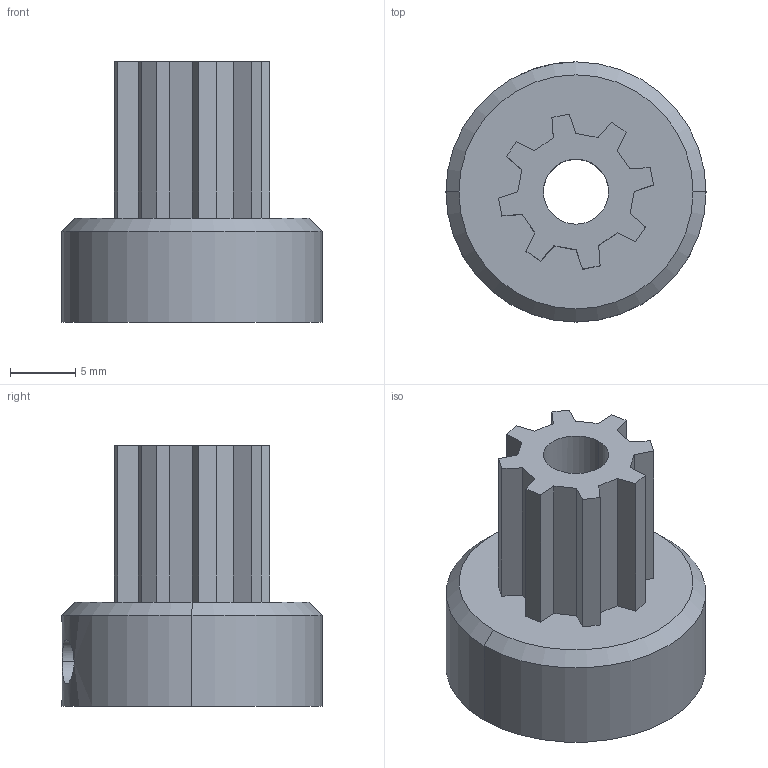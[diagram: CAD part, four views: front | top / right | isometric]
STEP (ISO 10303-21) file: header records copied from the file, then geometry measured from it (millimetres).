
FILE_DESCRIPTION (( 'STEP AP203' ), '1' );
FILE_NAME ('BeltPulleyx2.STEP', '2012-07-31T20:57:57', ( '' ), ( '' ), 'SwSTEP 2.0', 'SolidWorks 2012', '' );
FILE_SCHEMA (( 'CONFIG_CONTROL_DESIGN' ));
Length unit declared in the file: millimetre
Products named in the file (1): BeltPulleyx2
Bounding box: 20 x 20 x 20 mm (x, y, z)
Volume: 2896.6 mm3; surface area: 2101.9 mm2
Topology: 1 solids, 1 shells, 50 faces, 136 edges, 90 vertices
Faces by surface type: plane 40, cylinder 8, cone 2
Entity records: 1745 total; most frequent: CARTESIAN_POINT 383, ORIENTED_EDGE 272, DIRECTION 248, EDGE_CURVE 136, VECTOR 118, LINE 118, VERTEX_POINT 90, AXIS2_PLACEMENT_3D 65
